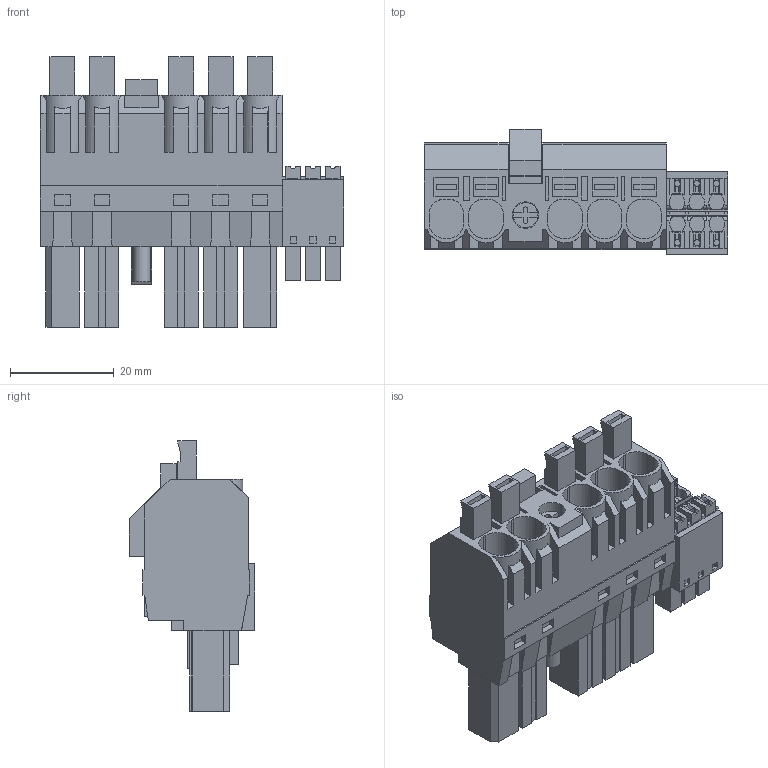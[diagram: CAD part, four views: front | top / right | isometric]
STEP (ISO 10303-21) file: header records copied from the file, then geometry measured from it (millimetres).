
FILE_DESCRIPTION(('CATIA V5 STEP Exchange','CAx-IF Rec.Pracs.--- Model Styling and Organization---1.4--- 2014-01-23'),'2;1');
FILE_NAME ('159334-2_0_2629310000_2629310000.stp','2023-09-07T12:39:15+00:00',('none'),('Weidmueller'),'CATIA Version 5-6 Release 2016 SP3 HF44','CATIA V5 STEP AP214','none');
FILE_SCHEMA(('AUTOMOTIVE_DESIGN { 1 0 10303 214 1 1 1 1 }'));
Length unit declared in the file: millimetre
Products named in the file (1): 2629310000
Bounding box: 58.46 x 24.13 x 52.11 mm (x, y, z)
Volume: 29442.4 mm3; surface area: 16140.5 mm2
Topology: 14 solids, 14 shells, 951 faces, 2622 edges, 1753 vertices
Faces by surface type: plane 862, cylinder 89
Entity records: 28647 total; most frequent: CARTESIAN_POINT 5641, ORIENTED_EDGE 5244, DIRECTION 3841, EDGE_CURVE 2622, VECTOR 2358, LINE 2358, VERTEX_POINT 1753, EDGE_LOOP 1019
